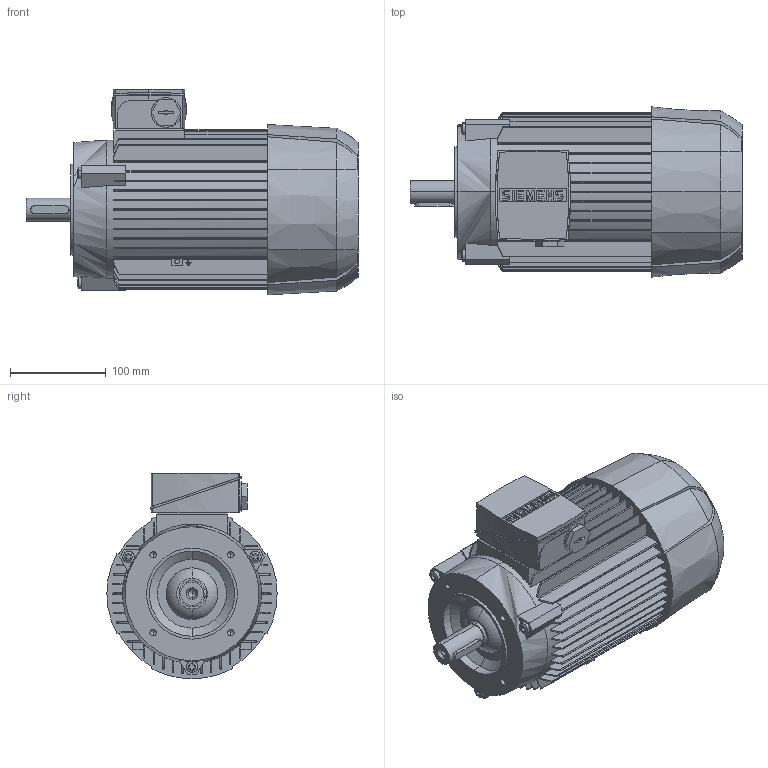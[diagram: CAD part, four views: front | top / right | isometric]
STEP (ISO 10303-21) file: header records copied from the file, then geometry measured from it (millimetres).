
FILE_DESCRIPTION(('STEP AP214'),'1');
FILE_NAME('cctmp_B6D27706-49EB-4CFB-BAF9-1831A8C9DD84_2023_06_26_14_45_42_0393..stp','2023-06-26T12:45:42',('SIEMENS A&D'),('CADClick - www.CADClick.com'),'Spatial InterOp 3D',' ','unknown authorization');
FILE_SCHEMA(('AUTOMOTIVE_DESIGN'));
Length unit declared in the file: millimetre
Products named in the file (1): 2023_06_26_14_45_42_0393
Bounding box: 347 x 178 x 215 mm (x, y, z)
Volume: 5925220.2 mm3; surface area: 387245.9 mm2
Topology: 1 solids, 1 shells, 630 faces, 1780 edges, 1163 vertices
Faces by surface type: plane 379, cylinder 165, torus 54, cone 32
Entity records: 26552 total; most frequent: CARTESIAN_POINT 5069, ORIENTED_EDGE 3516, DIRECTION 3407, EDGE_CURVE 1758, AXIS2_PLACEMENT_3D 1164, VERTEX_POINT 1163, LINE 1079, VECTOR 1079
